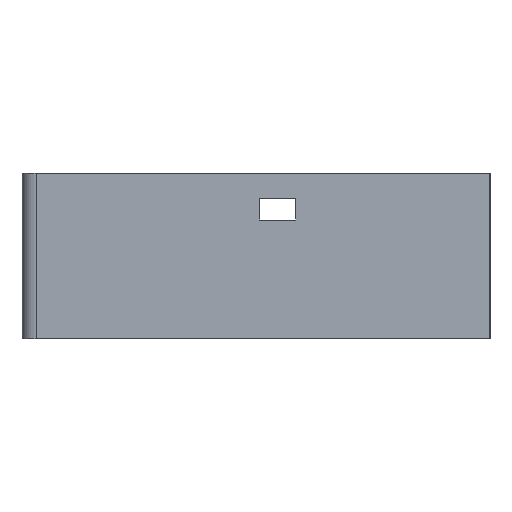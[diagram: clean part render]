
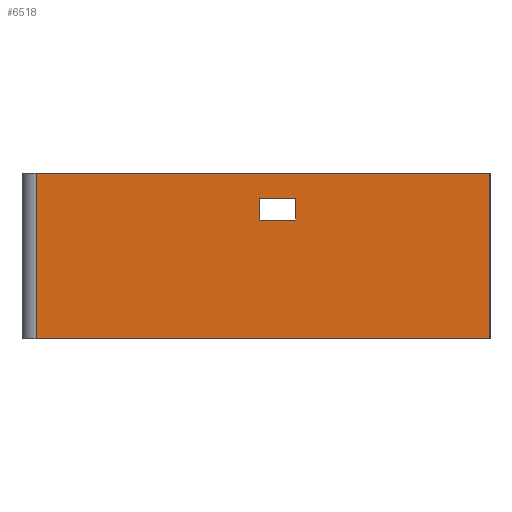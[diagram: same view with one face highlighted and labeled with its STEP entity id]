
A CAD part, left-side view. The second image highlights one B-rep face of the part: STEP entity #6518.
In plain terms, the highlighted planar face has unit normal (-1, 0, 0).
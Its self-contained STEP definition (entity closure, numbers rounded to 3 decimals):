
#6342 = VERTEX_POINT('',#6343);
#6343 = CARTESIAN_POINT('',(-41.,15.5,23.));
#6350 = EDGE_CURVE('',#6351,#6342,#6353,.T.);
#6351 = VERTEX_POINT('',#6352);
#6352 = CARTESIAN_POINT('',(-41.,15.5,0.));
#6353 = LINE('',#6354,#6355);
#6354 = CARTESIAN_POINT('',(-41.,15.5,0.));
#6355 = VECTOR('',#6356,1.);
#6356 = DIRECTION('',(0.,0.,1.));
#6518 = ADVANCED_FACE('',(#6519,#6544),#6578,.T.);
#6519 = FACE_BOUND('',#6520,.T.);
#6520 = EDGE_LOOP('',(#6521,#6531,#6537,#6538));
#6521 = ORIENTED_EDGE('',*,*,#6522,.T.);
#6522 = EDGE_CURVE('',#6523,#6525,#6527,.T.);
#6523 = VERTEX_POINT('',#6524);
#6524 = CARTESIAN_POINT('',(-41.,-47.5,0.));
#6525 = VERTEX_POINT('',#6526);
#6526 = CARTESIAN_POINT('',(-41.,-47.5,23.));
#6527 = LINE('',#6528,#6529);
#6528 = CARTESIAN_POINT('',(-41.,-47.5,0.));
#6529 = VECTOR('',#6530,1.);
#6530 = DIRECTION('',(0.,0.,1.));
#6531 = ORIENTED_EDGE('',*,*,#6532,.T.);
#6532 = EDGE_CURVE('',#6525,#6342,#6533,.T.);
#6533 = LINE('',#6534,#6535);
#6534 = CARTESIAN_POINT('',(-41.,-47.5,23.));
#6535 = VECTOR('',#6536,1.);
#6536 = DIRECTION('',(0.,1.,0.));
#6537 = ORIENTED_EDGE('',*,*,#6350,.F.);
#6538 = ORIENTED_EDGE('',*,*,#6539,.F.);
#6539 = EDGE_CURVE('',#6523,#6351,#6540,.T.);
#6540 = LINE('',#6541,#6542);
#6541 = CARTESIAN_POINT('',(-41.,-47.5,0.));
#6542 = VECTOR('',#6543,1.);
#6543 = DIRECTION('',(0.,1.,0.));
#6544 = FACE_BOUND('',#6545,.T.);
#6545 = EDGE_LOOP('',(#6546,#6556,#6564,#6572));
#6546 = ORIENTED_EDGE('',*,*,#6547,.F.);
#6547 = EDGE_CURVE('',#6548,#6550,#6552,.T.);
#6548 = VERTEX_POINT('',#6549);
#6549 = CARTESIAN_POINT('',(-41.,-15.5,19.5));
#6550 = VERTEX_POINT('',#6551);
#6551 = CARTESIAN_POINT('',(-41.,-15.5,16.5));
#6552 = LINE('',#6553,#6554);
#6553 = CARTESIAN_POINT('',(-41.,-15.5,19.5));
#6554 = VECTOR('',#6555,1.);
#6555 = DIRECTION('',(0.,0.,-1.));
#6556 = ORIENTED_EDGE('',*,*,#6557,.F.);
#6557 = EDGE_CURVE('',#6558,#6548,#6560,.T.);
#6558 = VERTEX_POINT('',#6559);
#6559 = CARTESIAN_POINT('',(-41.,-20.5,19.5));
#6560 = LINE('',#6561,#6562);
#6561 = CARTESIAN_POINT('',(-41.,-20.5,19.5));
#6562 = VECTOR('',#6563,1.);
#6563 = DIRECTION('',(0.,1.,0.));
#6564 = ORIENTED_EDGE('',*,*,#6565,.F.);
#6565 = EDGE_CURVE('',#6566,#6558,#6568,.T.);
#6566 = VERTEX_POINT('',#6567);
#6567 = CARTESIAN_POINT('',(-41.,-20.5,16.5));
#6568 = LINE('',#6569,#6570);
#6569 = CARTESIAN_POINT('',(-41.,-20.5,16.5));
#6570 = VECTOR('',#6571,1.);
#6571 = DIRECTION('',(0.,0.,1.));
#6572 = ORIENTED_EDGE('',*,*,#6573,.F.);
#6573 = EDGE_CURVE('',#6550,#6566,#6574,.T.);
#6574 = LINE('',#6575,#6576);
#6575 = CARTESIAN_POINT('',(-41.,-15.5,16.5));
#6576 = VECTOR('',#6577,1.);
#6577 = DIRECTION('',(0.,-1.,0.));
#6578 = PLANE('',#6579);
#6579 = AXIS2_PLACEMENT_3D('',#6580,#6581,#6582);
#6580 = CARTESIAN_POINT('',(-41.,-47.5,0.));
#6581 = DIRECTION('',(-1.,0.,0.));
#6582 = DIRECTION('',(0.,1.,0.));
